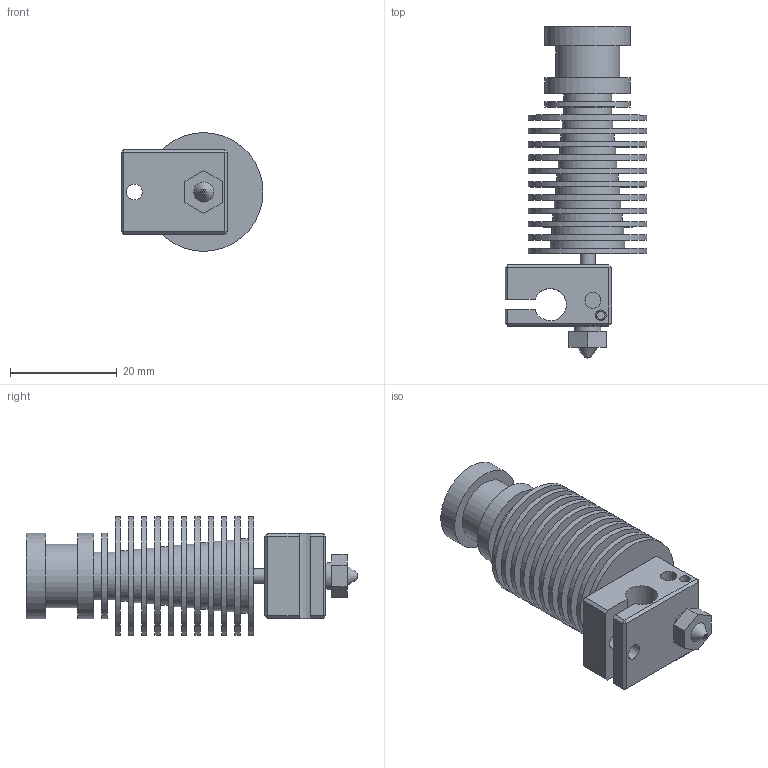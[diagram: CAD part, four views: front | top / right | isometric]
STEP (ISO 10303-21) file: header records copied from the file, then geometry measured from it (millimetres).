
FILE_DESCRIPTION(/* description */ (''),/* implementation_level */ '2;1');
FILE_NAME(/* name */ 'E3D_V6_1.75mm_Universal_HotEnd_Mockup v1.step',/* time_stamp */ '2020-09-29T22:35:07-07:00',/* author */ (''),/* organization */ (''),/* preprocessor_version */ 'ST-DEVELOPER v18.1',/* originating_system */ 'Autodesk Translation Framework v9.3.0.1241',/* authorisation */ '');
FILE_SCHEMA (('AUTOMOTIVE_DESIGN { 1 0 10303 214 3 1 1 }'));
Length unit declared in the file: millimetre
Products named in the file (1): E3D_V6_1.75mm_Universal_HotEnd_Mockup
Bounding box: 26.65 x 62.3 x 22.3 mm (x, y, z)
Volume: 11125.6 mm3; surface area: 11325.8 mm2
Topology: 1 solids, 1 shells, 111 faces, 195 edges, 122 vertices
Faces by surface type: plane 73, cylinder 37, cone 1
Full cylindrical faces by diameter (mm): 0.4 x1, 1.55 x1, 2 x1, 2.8 x1, 3 x3, 5 x1, 8 x1, 9 x2, 9.5 x1, 10 x1, 10.5 x1, 11 x1, 11.5 x1, 12 x2, 12.5 x1, 13 x1, 13.5 x1, 14 x1, 16 x3, 22.3 x11
Entity records: 2701 total; most frequent: DIRECTION 495, CARTESIAN_POINT 429, ORIENTED_EDGE 390, EDGE_CURVE 195, AXIS2_PLACEMENT_3D 188, EDGE_LOOP 151, VERTEX_POINT 122, LINE 119
